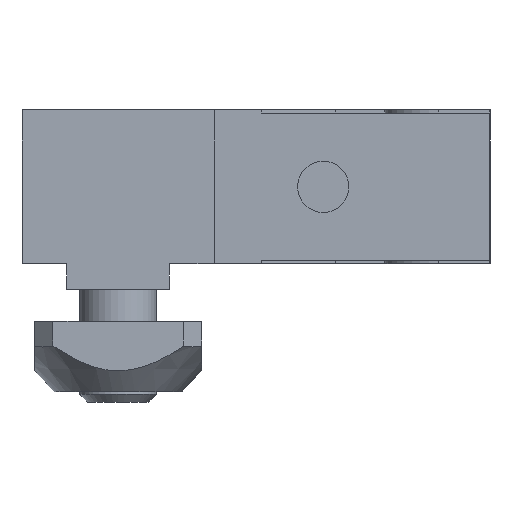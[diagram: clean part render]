
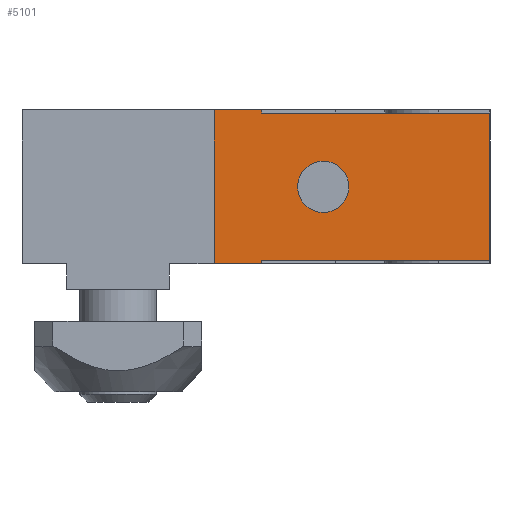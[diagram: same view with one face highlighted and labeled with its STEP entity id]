
A CAD part, left-side view. The second image highlights one B-rep face of the part: STEP entity #5101.
In plain terms, the highlighted face is planar.
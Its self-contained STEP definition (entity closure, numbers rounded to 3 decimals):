
#383=LINE('',#7854,#913);
#431=LINE('',#7968,#961);
#526=LINE('',#8239,#1056);
#607=LINE('',#8429,#1137);
#618=LINE('',#8455,#1148);
#619=LINE('',#8457,#1149);
#620=LINE('',#8459,#1150);
#621=LINE('',#8460,#1151);
#913=VECTOR('',#6344,12.);
#961=VECTOR('',#6448,17.8);
#1056=VECTOR('',#6725,11.5);
#1137=VECTOR('',#6928,0.25);
#1148=VECTOR('',#6959,17.8);
#1149=VECTOR('',#6962,8.2);
#1150=VECTOR('',#6963,8.2);
#1151=VECTOR('',#6964,0.25);
#1310=FACE_BOUND('',#1863,.T.);
#1544=FACE_OUTER_BOUND('',#1862,.T.);
#1862=EDGE_LOOP('',(#4413,#4414,#4415,#4416,#4417,#4418,#4419,#4420));
#1863=EDGE_LOOP('',(#4421));
#1979=CIRCLE('',#5423,2.);
#2168=VERTEX_POINT('',#7483);
#2313=VERTEX_POINT('',#7851);
#2314=VERTEX_POINT('',#7853);
#2351=VERTEX_POINT('',#7965);
#2352=VERTEX_POINT('',#7967);
#2437=VERTEX_POINT('',#8237);
#2483=VERTEX_POINT('',#8425);
#2485=VERTEX_POINT('',#8428);
#2491=VERTEX_POINT('',#8458);
#2681=EDGE_CURVE('',#2168,#2168,#1979,.T.);
#2864=EDGE_CURVE('',#2313,#2314,#383,.T.);
#2923=EDGE_CURVE('',#2352,#2351,#431,.T.);
#3051=EDGE_CURVE('',#2351,#2437,#526,.T.);
#3146=EDGE_CURVE('',#2485,#2483,#607,.T.);
#3160=EDGE_CURVE('',#2437,#2485,#618,.T.);
#3161=EDGE_CURVE('',#2483,#2314,#619,.T.);
#3162=EDGE_CURVE('',#2491,#2313,#620,.T.);
#3163=EDGE_CURVE('',#2491,#2352,#621,.T.);
#4413=ORIENTED_EDGE('',*,*,#3160,.T.);
#4414=ORIENTED_EDGE('',*,*,#3146,.T.);
#4415=ORIENTED_EDGE('',*,*,#3161,.T.);
#4416=ORIENTED_EDGE('',*,*,#2864,.F.);
#4417=ORIENTED_EDGE('',*,*,#3162,.F.);
#4418=ORIENTED_EDGE('',*,*,#3163,.T.);
#4419=ORIENTED_EDGE('',*,*,#2923,.T.);
#4420=ORIENTED_EDGE('',*,*,#3051,.T.);
#4421=ORIENTED_EDGE('',*,*,#2681,.T.);
#4834=PLANE('',#5673);
#5101=ADVANCED_FACE('',(#1544,#1310),#4834,.T.);
#5423=AXIS2_PLACEMENT_3D('',#7484,#6060,#6061);
#5673=AXIS2_PLACEMENT_3D('',#8456,#6960,#6961);
#6060=DIRECTION('center_axis',(0.,-1.,0.));
#6061=DIRECTION('ref_axis',(1.,0.,0.));
#6344=DIRECTION('',(0.,0.,-1.));
#6448=DIRECTION('',(1.,0.,0.));
#6725=DIRECTION('',(0.,0.,-1.));
#6928=DIRECTION('',(0.,0.,-1.));
#6959=DIRECTION('',(-1.,0.,0.));
#6960=DIRECTION('center_axis',(0.,1.,0.));
#6961=DIRECTION('ref_axis',(0.,0.,1.));
#6962=DIRECTION('',(-1.,0.,0.));
#6963=DIRECTION('',(-1.,0.,0.));
#6964=DIRECTION('',(0.,0.,-1.));
#7483=CARTESIAN_POINT('',(-2.,40.,0.));
#7484=CARTESIAN_POINT('Origin',(0.,40.,0.));
#7851=CARTESIAN_POINT('',(-13.,40.,6.));
#7853=CARTESIAN_POINT('',(-13.,40.,-6.));
#7854=CARTESIAN_POINT('',(-13.,40.,6.));
#7965=CARTESIAN_POINT('',(13.,40.,5.75));
#7967=CARTESIAN_POINT('',(-4.8,40.,5.75));
#7968=CARTESIAN_POINT('',(-4.8,40.,5.75));
#8237=CARTESIAN_POINT('',(13.,40.,-5.75));
#8239=CARTESIAN_POINT('',(13.,40.,5.75));
#8425=CARTESIAN_POINT('',(-4.8,40.,-6.));
#8428=CARTESIAN_POINT('',(-4.8,40.,-5.75));
#8429=CARTESIAN_POINT('',(-4.8,40.,-5.75));
#8455=CARTESIAN_POINT('',(13.,40.,-5.75));
#8456=CARTESIAN_POINT('Origin',(13.,40.,6.));
#8457=CARTESIAN_POINT('',(-4.8,40.,-6.));
#8458=CARTESIAN_POINT('',(-4.8,40.,6.));
#8459=CARTESIAN_POINT('',(-4.8,40.,6.));
#8460=CARTESIAN_POINT('',(-4.8,40.,6.));
